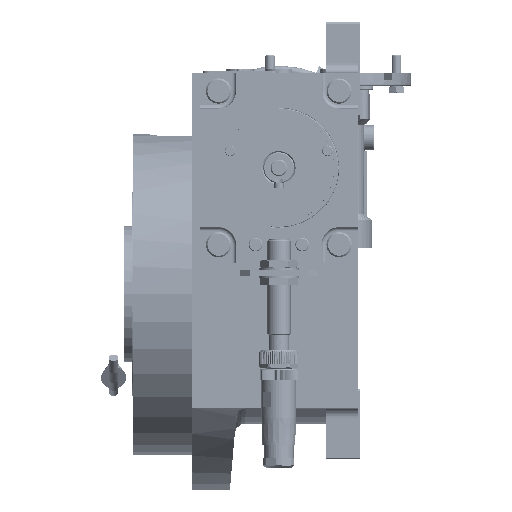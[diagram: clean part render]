
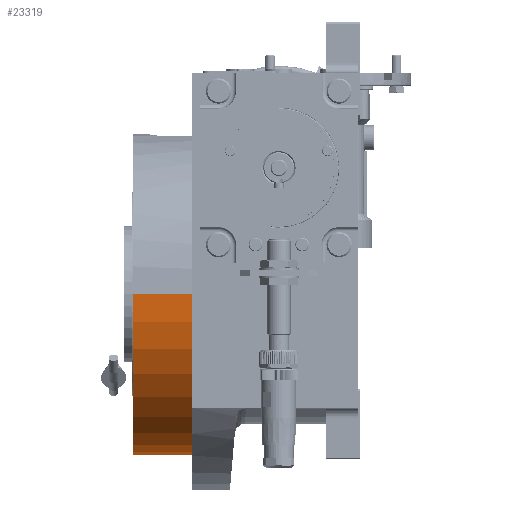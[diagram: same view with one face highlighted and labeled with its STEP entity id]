
A CAD part, left-side view. The second image highlights one B-rep face of the part: STEP entity #23319.
In plain terms, the highlighted cylindrical face has radius 82.5 mm (diameter 165 mm), a partial arc.
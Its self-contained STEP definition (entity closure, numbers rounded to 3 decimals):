
#11163 = DIRECTION ( 'NONE',  ( 1., 0., 0. ) ) ;
#11214 = CARTESIAN_POINT ( 'NONE',  ( 82.5, 0., 0. ) ) ;
#12533 = FACE_OUTER_BOUND ( 'NONE', #114477, .T. ) ;
#13439 = EDGE_CURVE ( 'NONE', #52667, #16256, #116402, .T. ) ;
#14641 = LINE ( 'NONE', #89191, #82750 ) ;
#15850 = DIRECTION ( 'NONE',  ( 0., 0., 1. ) ) ;
#16256 = VERTEX_POINT ( 'NONE', #30102 ) ;
#22719 = LINE ( 'NONE', #84085, #66798 ) ;
#22759 = CARTESIAN_POINT ( 'NONE',  ( 0., 0., 0. ) ) ;
#23319 = ADVANCED_FACE ( 'NONE', ( #12533 ), #85031, .T. ) ;
#24702 = AXIS2_PLACEMENT_3D ( 'NONE', #22759, #65919, #117532 ) ;
#30102 = CARTESIAN_POINT ( 'NONE',  ( -82.5, 0., 30.5 ) ) ;
#39350 = ORIENTED_EDGE ( 'NONE', *, *, #13439, .F. ) ;
#42740 = ORIENTED_EDGE ( 'NONE', *, *, #118017, .F. ) ;
#43401 = EDGE_CURVE ( 'NONE', #120855, #65563, #91500, .T. ) ;
#47810 = ORIENTED_EDGE ( 'NONE', *, *, #43401, .T. ) ;
#52667 = VERTEX_POINT ( 'NONE', #98047 ) ;
#54013 = AXIS2_PLACEMENT_3D ( 'NONE', #86407, #64103, #11163 ) ;
#59710 = DIRECTION ( 'NONE',  ( 1., 0., 0. ) ) ;
#64103 = DIRECTION ( 'NONE',  ( 0., 0., 1. ) ) ;
#65563 = VERTEX_POINT ( 'NONE', #130311 ) ;
#65919 = DIRECTION ( 'NONE',  ( 0., 0., 1. ) ) ;
#66798 = VECTOR ( 'NONE', #126580, 1000. ) ;
#69653 = AXIS2_PLACEMENT_3D ( 'NONE', #133600, #15850, #59710 ) ;
#82750 = VECTOR ( 'NONE', #88506, 1000. ) ;
#84085 = CARTESIAN_POINT ( 'NONE',  ( 82.5, 0., 0. ) ) ;
#85031 = CYLINDRICAL_SURFACE ( 'NONE', #54013, 82.5 ) ;
#86407 = CARTESIAN_POINT ( 'NONE',  ( 0., 0., 0. ) ) ;
#88506 = DIRECTION ( 'NONE',  ( 0., 0., 1. ) ) ;
#89191 = CARTESIAN_POINT ( 'NONE',  ( -82.5, 0., 0. ) ) ;
#91500 = CIRCLE ( 'NONE', #24702, 82.5 ) ;
#95806 = ORIENTED_EDGE ( 'NONE', *, *, #120923, .T. ) ;
#98047 = CARTESIAN_POINT ( 'NONE',  ( 82.5, 0., 30.5 ) ) ;
#114477 = EDGE_LOOP ( 'NONE', ( #95806, #39350, #42740, #47810 ) ) ;
#116402 = CIRCLE ( 'NONE', #69653, 82.5 ) ;
#117532 = DIRECTION ( 'NONE',  ( 1., 0., 0. ) ) ;
#118017 = EDGE_CURVE ( 'NONE', #120855, #52667, #22719, .T. ) ;
#120855 = VERTEX_POINT ( 'NONE', #11214 ) ;
#120923 = EDGE_CURVE ( 'NONE', #65563, #16256, #14641, .T. ) ;
#126580 = DIRECTION ( 'NONE',  ( 0., 0., 1. ) ) ;
#130311 = CARTESIAN_POINT ( 'NONE',  ( -82.5, 0., 0. ) ) ;
#133600 = CARTESIAN_POINT ( 'NONE',  ( 0., 0., 30.5 ) ) ;
